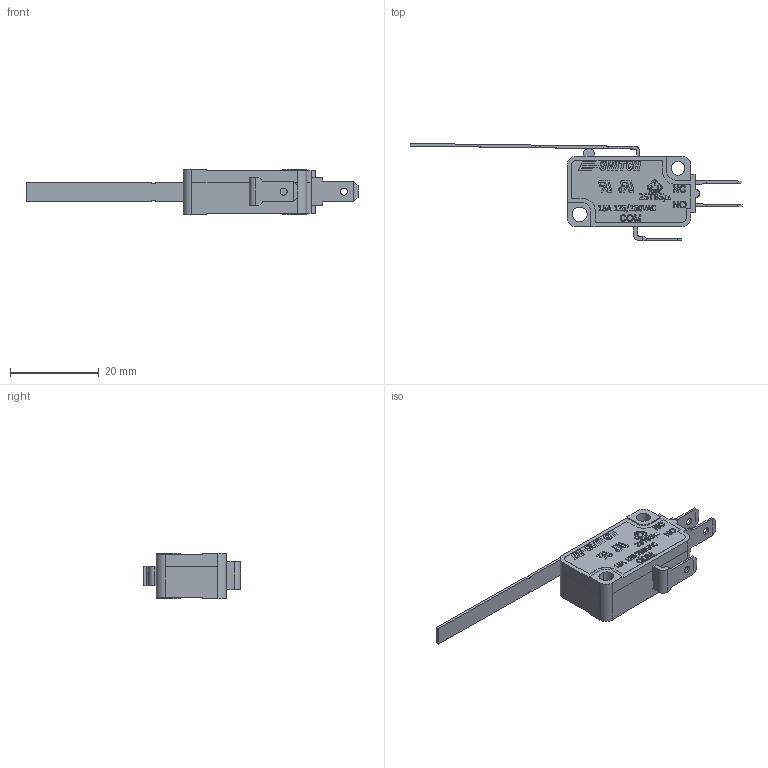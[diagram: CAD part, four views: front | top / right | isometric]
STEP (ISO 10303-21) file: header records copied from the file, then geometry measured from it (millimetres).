
FILE_DESCRIPTION((' '),'2;1');
FILE_NAME('LS085xx03FxxxC1A.stp','2017-07-28T10:32:57',(' '),(' '),' ','ACIS',' ');
FILE_SCHEMA(('CONFIG_CONTROL_DESIGN'));
Length unit declared in the file: inch
Products named in the file (1): LS085xx03FxxxC1A.stp
Bounding box: 74.96 x 21.93 x 10.3 mm (x, y, z)
Surface area: 3019.5 mm2 (no closed solid volume)
Topology: 0 solids, 1 shells, 793 faces, 2186 edges, 1449 vertices
Faces by surface type: plane 534, bspline 204, cylinder 55
Full cylindrical faces by diameter (mm): 1.6 x3, 3.1 x1
Entity records: 26688 total; most frequent: CARTESIAN_POINT 7669, ORIENTED_EDGE 4360, DIRECTION 3063, EDGE_CURVE 2181, VECTOR 1663, LINE 1663, VERTEX_POINT 1448, EDGE_LOOP 862
